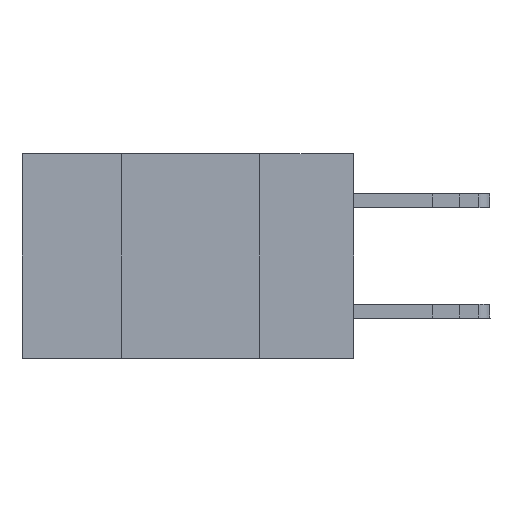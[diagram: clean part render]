
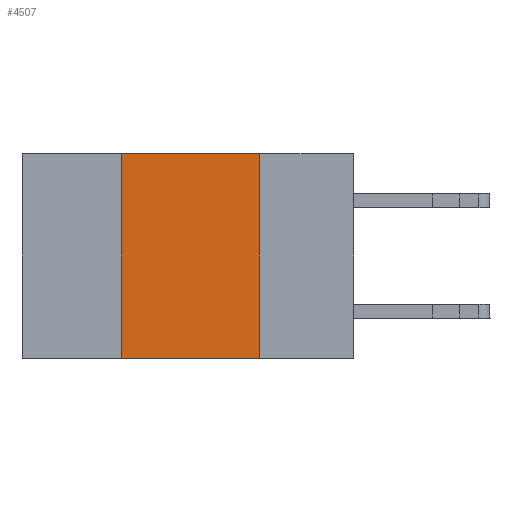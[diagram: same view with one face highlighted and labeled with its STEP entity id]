
A CAD part, left-side view. The second image highlights one B-rep face of the part: STEP entity #4507.
In plain terms, the highlighted planar face has unit normal (-1, 0, 0).
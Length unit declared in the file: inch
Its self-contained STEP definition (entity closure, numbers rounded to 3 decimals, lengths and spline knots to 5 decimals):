
#1368 = VECTOR ( 'NONE', #23660, 39.37008 ) ;
#1725 = VERTEX_POINT ( 'NONE', #7216 ) ;
#3247 = DIRECTION ( 'NONE',  ( 0., 0., -1. ) ) ;
#3691 = VERTEX_POINT ( 'NONE', #18177 ) ;
#4110 = LINE ( 'NONE', #19008, #10504 ) ;
#4454 = EDGE_CURVE ( 'NONE', #1725, #3691, #4110, .T. ) ;
#4507 = ADVANCED_FACE ( 'NONE', ( #13152 ), #11691, .F. ) ;
#5725 = ORIENTED_EDGE ( 'NONE', *, *, #26017, .T. ) ;
#6318 = DIRECTION ( 'NONE',  ( 0., 0., 1. ) ) ;
#7058 = LINE ( 'NONE', #14976, #1368 ) ;
#7216 = CARTESIAN_POINT ( 'NONE',  ( 0., 0.42, -0.37 ) ) ;
#9126 = VERTEX_POINT ( 'NONE', #26177 ) ;
#10504 = VECTOR ( 'NONE', #6318, 39.37008 ) ;
#11387 = EDGE_CURVE ( 'NONE', #27090, #9126, #19271, .T. ) ;
#11691 = PLANE ( 'NONE',  #17439 ) ;
#12239 = VECTOR ( 'NONE', #18132, 39.37008 ) ;
#12714 = EDGE_CURVE ( 'NONE', #3691, #27090, #17892, .T. ) ;
#13152 = FACE_OUTER_BOUND ( 'NONE', #18084, .T. ) ;
#14976 = CARTESIAN_POINT ( 'NONE',  ( 0., 0.6, -0.37 ) ) ;
#15583 = DIRECTION ( 'NONE',  ( 1., 0., 0. ) ) ;
#16178 = CARTESIAN_POINT ( 'NONE',  ( 0., 0.17, 0. ) ) ;
#16399 = ORIENTED_EDGE ( 'NONE', *, *, #11387, .F. ) ;
#17439 = AXIS2_PLACEMENT_3D ( 'NONE', #19976, #15583, #26364 ) ;
#17892 = LINE ( 'NONE', #22328, #12239 ) ;
#18084 = EDGE_LOOP ( 'NONE', ( #16399, #27581, #23989, #5725 ) ) ;
#18132 = DIRECTION ( 'NONE',  ( 0., -1., 0. ) ) ;
#18177 = CARTESIAN_POINT ( 'NONE',  ( 0., 0.42, 0. ) ) ;
#19008 = CARTESIAN_POINT ( 'NONE',  ( 0., 0.42, 0. ) ) ;
#19271 = LINE ( 'NONE', #16178, #19608 ) ;
#19608 = VECTOR ( 'NONE', #3247, 39.37008 ) ;
#19976 = CARTESIAN_POINT ( 'NONE',  ( 0., 0.6, 0. ) ) ;
#20740 = CARTESIAN_POINT ( 'NONE',  ( 0., 0.17, 0. ) ) ;
#22328 = CARTESIAN_POINT ( 'NONE',  ( 0., 0.6, 0. ) ) ;
#23660 = DIRECTION ( 'NONE',  ( 0., -1., 0. ) ) ;
#23989 = ORIENTED_EDGE ( 'NONE', *, *, #4454, .F. ) ;
#26017 = EDGE_CURVE ( 'NONE', #1725, #9126, #7058, .T. ) ;
#26177 = CARTESIAN_POINT ( 'NONE',  ( 0., 0.17, -0.37 ) ) ;
#26364 = DIRECTION ( 'NONE',  ( 0., 0., -1. ) ) ;
#27090 = VERTEX_POINT ( 'NONE', #20740 ) ;
#27581 = ORIENTED_EDGE ( 'NONE', *, *, #12714, .F. ) ;
